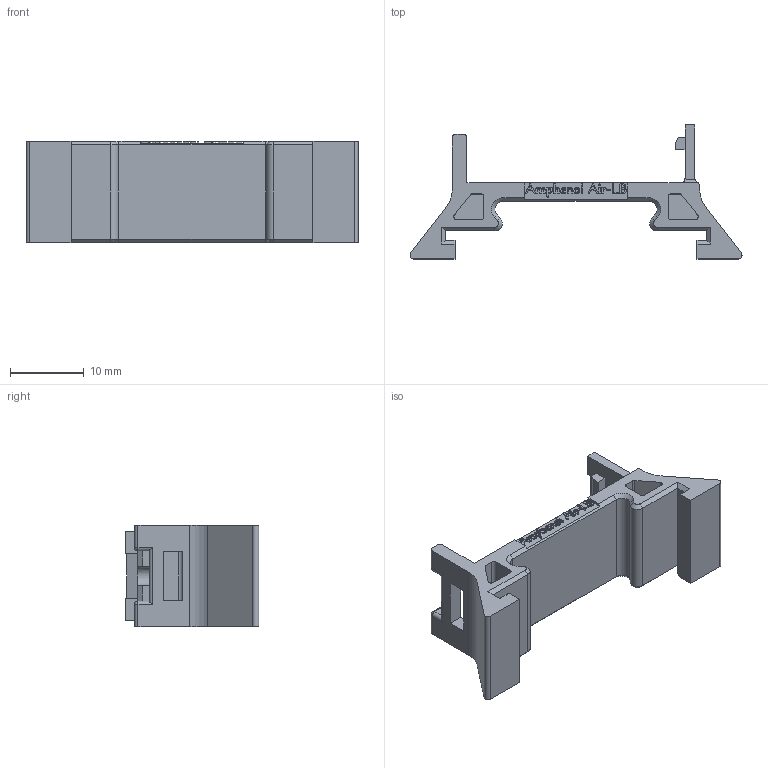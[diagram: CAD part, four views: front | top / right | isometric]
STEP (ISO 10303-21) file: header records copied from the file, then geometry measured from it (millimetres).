
FILE_DESCRIPTION((''),'2;1');
FILE_NAME('3202_8024_320','2020-01-31T',('presta_be4'),(''),'CREO PARAMETRIC BY PTC INC, 2018360','CREO PARAMETRIC BY PTC INC, 2018360','');
FILE_SCHEMA(('CONFIG_CONTROL_DESIGN'));
Length unit declared in the file: millimetre
Products named in the file (1): 3202_8024_320
Bounding box: 45 x 18.15 x 13.8 mm (x, y, z)
Volume: 2506.4 mm3; surface area: 2771.3 mm2
Topology: 1 solids, 1 shells, 444 faces, 1207 edges, 790 vertices
Faces by surface type: extrusion 219, plane 171, cylinder 42, cone 8, sphere 4
Entity records: 14577 total; most frequent: CARTESIAN_POINT 4155, ORIENTED_EDGE 2414, DIRECTION 1508, EDGE_CURVE 1207, VECTOR 894, VERTEX_POINT 790, LINE 675, B_SPLINE_CURVE_WITH_KNOTS 669
